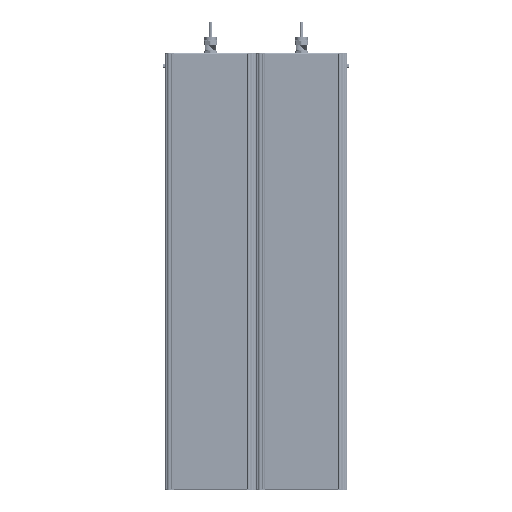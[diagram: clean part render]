
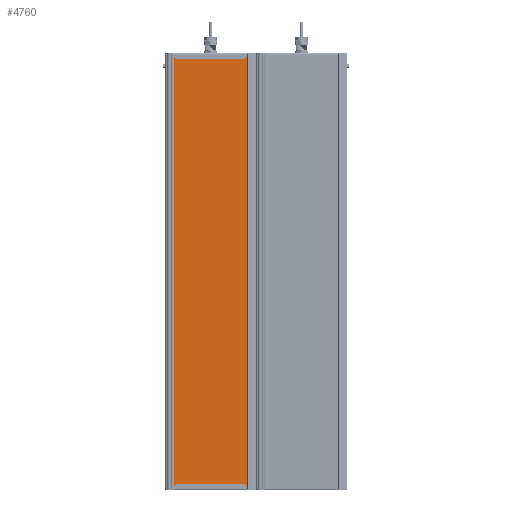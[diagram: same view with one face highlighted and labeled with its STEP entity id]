
A CAD part, front view. The second image highlights one B-rep face of the part: STEP entity #4760.
In plain terms, the highlighted face is planar.
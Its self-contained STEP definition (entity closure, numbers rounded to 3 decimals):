
#4760=ADVANCED_FACE('',(#11543),#11545,.T.);
#11543=FACE_BOUND('',#11544,.T.);
#11544=EDGE_LOOP('',(#43978,#43979,#43980,#43981));
#11545=PLANE('',#11546);
#11546=AXIS2_PLACEMENT_3D('',#11547,#11548,#11549);
#11547=CARTESIAN_POINT('',(2111.497,401.002,-34.582));
#11548=DIRECTION('',(0.,0.,-1.));
#11549=DIRECTION('',(0.,1.,0.));
#43978=ORIENTED_EDGE('',*,*,#50790,.F.);
#43979=ORIENTED_EDGE('',*,*,#50789,.T.);
#43980=ORIENTED_EDGE('',*,*,#50791,.F.);
#43981=ORIENTED_EDGE('',*,*,#50781,.F.);
#50781=EDGE_CURVE('',#55624,#55627,#55628,.T.);
#50789=EDGE_CURVE('',#55637,#55639,#55641,.T.);
#50790=EDGE_CURVE('',#55637,#55624,#55642,.T.);
#50791=EDGE_CURVE('',#55627,#55639,#55643,.T.);
#55624=VERTEX_POINT('',#65620);
#55627=VERTEX_POINT('',#65625);
#55628=LINE('',#65626,#65627);
#55637=VERTEX_POINT('',#65647);
#55639=VERTEX_POINT('',#65651);
#55641=LINE('',#65655,#65656);
#55642=LINE('',#65658,#65659);
#55643=LINE('',#65661,#65662);
#65620=CARTESIAN_POINT('',(2111.497,401.002,-34.582));
#65625=CARTESIAN_POINT('',(3007.497,401.002,-34.582));
#65626=CARTESIAN_POINT('',(2111.497,401.002,-34.582));
#65627=VECTOR('',#65628,1.);
#65628=DIRECTION('',(1.,0.,0.));
#65647=CARTESIAN_POINT('',(2111.497,565.13,-34.582));
#65651=CARTESIAN_POINT('',(3007.497,565.13,-34.582));
#65655=CARTESIAN_POINT('',(2111.497,565.13,-34.582));
#65656=VECTOR('',#65657,1.);
#65657=DIRECTION('',(1.,0.,0.));
#65658=CARTESIAN_POINT('',(2111.497,565.13,-34.582));
#65659=VECTOR('',#65660,1.);
#65660=DIRECTION('',(0.,-1.,0.));
#65661=CARTESIAN_POINT('',(3007.497,401.002,-34.582));
#65662=VECTOR('',#65663,1.);
#65663=DIRECTION('',(0.,1.,0.));
